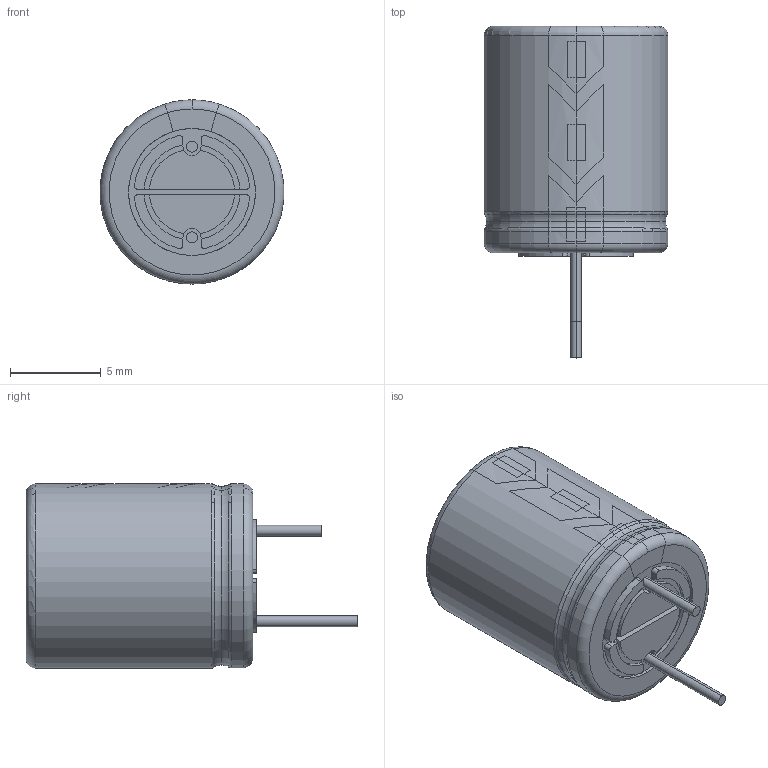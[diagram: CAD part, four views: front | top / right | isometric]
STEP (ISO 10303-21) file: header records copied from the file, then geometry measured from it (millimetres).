
FILE_DESCRIPTION (( 'STEP AP214' ), '1' );
FILE_NAME ('CAP PR5.0x10x12.5mm.STEP', '2013-11-20T16:12:56', ( '' ), ( '' ), 'SwSTEP 2.0', 'SolidWorks 2012', '' );
FILE_SCHEMA (( 'AUTOMOTIVE_DESIGN' ));
Length unit declared in the file: millimetre
Products named in the file (1): CAP PR5.0x10x12.5mm
Bounding box: 10.14 x 18.3 x 10.16 mm (x, y, z)
Volume: 1011.3 mm3; surface area: 595.7 mm2
Topology: 1 solids, 1 shells, 116 faces, 305 edges, 195 vertices
Faces by surface type: cylinder 50, plane 40, torus 26
Entity records: 4720 total; most frequent: CARTESIAN_POINT 721, DIRECTION 650, ORIENTED_EDGE 610, EDGE_CURVE 305, AXIS2_PLACEMENT_3D 252, VERTEX_POINT 195, VECTOR 146, LINE 146
